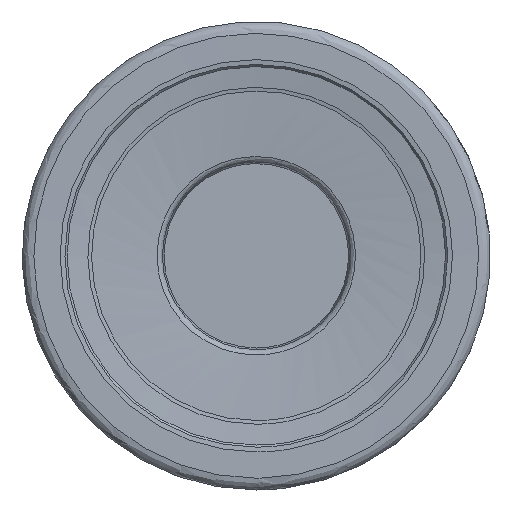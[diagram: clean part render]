
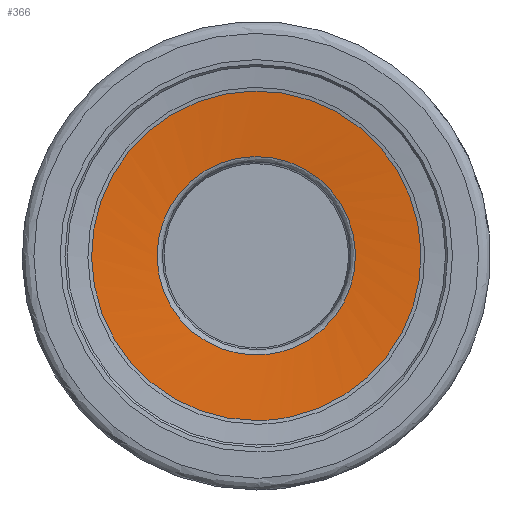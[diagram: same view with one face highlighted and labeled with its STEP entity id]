
A CAD part, left-side view. The second image highlights one B-rep face of the part: STEP entity #366.
In plain terms, the highlighted face is a revolution surface.
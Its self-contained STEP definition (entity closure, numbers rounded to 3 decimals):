
#25=B_SPLINE_CURVE_WITH_KNOTS('',3,(#968,#969,#970,#971),.UNSPECIFIED.,
 .F.,.F.,(4,4),(0.,1.),.UNSPECIFIED.);
#45=SURFACE_OF_REVOLUTION('',#25,#65);
#65=AXIS1_PLACEMENT('',#972,#827);
#323=FACE_BOUND('',#439,.T.);
#324=FACE_BOUND('',#440,.T.);
#366=ADVANCED_FACE('',(#323,#324),#45,.T.);
#439=EDGE_LOOP('',(#513));
#440=EDGE_LOOP('',(#514));
#513=ORIENTED_EDGE('',*,*,#593,.F.);
#514=ORIENTED_EDGE('',*,*,#592,.T.);
#555=VERTEX_POINT('',#960);
#556=VERTEX_POINT('',#967);
#592=EDGE_CURVE('',#555,#555,#629,.T.);
#593=EDGE_CURVE('',#556,#556,#630,.T.);
#629=CIRCLE('',#687,6.354);
#630=CIRCLE('',#688,10.549);
#687=AXIS2_PLACEMENT_3D('',#959,#822,#823);
#688=AXIS2_PLACEMENT_3D('',#966,#825,#826);
#822=DIRECTION('',(1.,0.,0.));
#823=DIRECTION('',(0.,0.,-1.));
#825=DIRECTION('',(1.,0.,0.));
#826=DIRECTION('',(0.,0.,-1.));
#827=DIRECTION('',(1.,0.,0.));
#959=CARTESIAN_POINT('',(0.822,0.,0.));
#960=CARTESIAN_POINT('',(0.822,0.,-6.354));
#966=CARTESIAN_POINT('',(0.461,0.,0.));
#967=CARTESIAN_POINT('',(0.461,0.,-10.549));
#968=CARTESIAN_POINT('',(0.822,-6.148,1.605));
#969=CARTESIAN_POINT('',(0.702,-7.604,1.339));
#970=CARTESIAN_POINT('',(0.582,-9.061,1.073));
#971=CARTESIAN_POINT('',(0.461,-10.518,0.807));
#972=CARTESIAN_POINT('',(40.,0.,0.));
